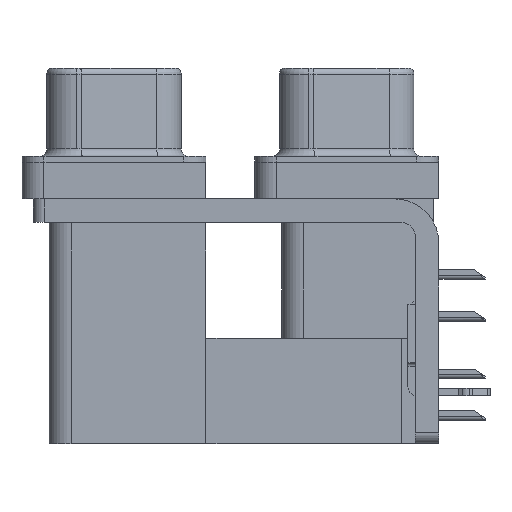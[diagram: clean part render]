
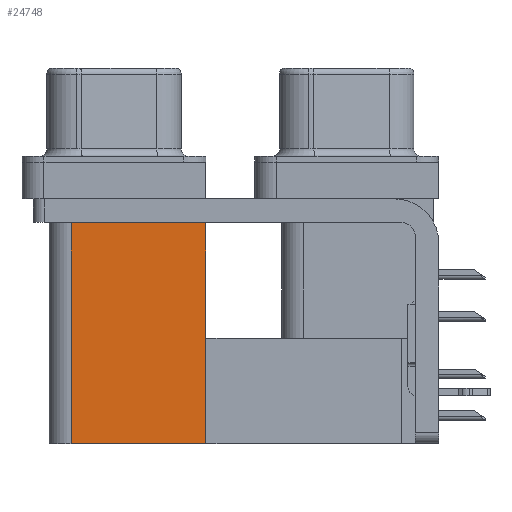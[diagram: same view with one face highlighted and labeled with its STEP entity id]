
A CAD part, left-side view. The second image highlights one B-rep face of the part: STEP entity #24748.
In plain terms, the highlighted planar face has unit normal (-1, 0, 0).
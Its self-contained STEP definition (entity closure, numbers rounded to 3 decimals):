
#97 = VERTEX_POINT ( 'NONE', #2389 ) ;
#596 = DIRECTION ( 'NONE',  ( 1., 0., 0. ) ) ;
#1241 = VECTOR ( 'NONE', #5232, 1000. ) ;
#1271 = DIRECTION ( 'NONE',  ( 0., 0., 1. ) ) ;
#2389 = CARTESIAN_POINT ( 'NONE',  ( 3.765, 18.8, -19.2 ) ) ;
#2857 = VERTEX_POINT ( 'NONE', #4996 ) ;
#4349 = AXIS2_PLACEMENT_3D ( 'NONE', #18610, #596, #31855 ) ;
#4996 = CARTESIAN_POINT ( 'NONE',  ( 3.765, 18.8, -2.5 ) ) ;
#5232 = DIRECTION ( 'NONE',  ( 0., 1., 0. ) ) ;
#5758 = EDGE_CURVE ( 'NONE', #8806, #23184, #29222, .T. ) ;
#5840 = CARTESIAN_POINT ( 'NONE',  ( 3.765, 9.6, -19.2 ) ) ;
#6199 = LINE ( 'NONE', #30766, #1241 ) ;
#6589 = EDGE_CURVE ( 'NONE', #97, #2857, #16664, .T. ) ;
#6734 = ORIENTED_EDGE ( 'NONE', *, *, #5758, .T. ) ;
#8480 = LINE ( 'NONE', #31655, #19413 ) ;
#8806 = VERTEX_POINT ( 'NONE', #5840 ) ;
#9053 = VECTOR ( 'NONE', #1271, 1000. ) ;
#11377 = FACE_OUTER_BOUND ( 'NONE', #12604, .T. ) ;
#12604 = EDGE_LOOP ( 'NONE', ( #26857, #26188, #21529, #6734 ) ) ;
#13843 = DIRECTION ( 'NONE',  ( 0., 1., 0. ) ) ;
#16664 = LINE ( 'NONE', #29445, #20905 ) ;
#18610 = CARTESIAN_POINT ( 'NONE',  ( 3.765, 9.6, -19.2 ) ) ;
#19413 = VECTOR ( 'NONE', #13843, 1000. ) ;
#19447 = CARTESIAN_POINT ( 'NONE',  ( 3.765, 9.6, -2.5 ) ) ;
#20905 = VECTOR ( 'NONE', #24393, 1000. ) ;
#21529 = ORIENTED_EDGE ( 'NONE', *, *, #32325, .F. ) ;
#21620 = PLANE ( 'NONE',  #4349 ) ;
#23184 = VERTEX_POINT ( 'NONE', #19447 ) ;
#24333 = CARTESIAN_POINT ( 'NONE',  ( 3.765, 9.6, -19.2 ) ) ;
#24393 = DIRECTION ( 'NONE',  ( 0., 0., 1. ) ) ;
#24748 = ADVANCED_FACE ( 'NONE', ( #11377 ), #21620, .F. ) ;
#25128 = EDGE_CURVE ( 'NONE', #23184, #2857, #8480, .T. ) ;
#26188 = ORIENTED_EDGE ( 'NONE', *, *, #6589, .F. ) ;
#26857 = ORIENTED_EDGE ( 'NONE', *, *, #25128, .T. ) ;
#29222 = LINE ( 'NONE', #24333, #9053 ) ;
#29445 = CARTESIAN_POINT ( 'NONE',  ( 3.765, 18.8, -19.2 ) ) ;
#30766 = CARTESIAN_POINT ( 'NONE',  ( 3.765, 9.6, -19.2 ) ) ;
#31655 = CARTESIAN_POINT ( 'NONE',  ( 3.765, 9.6, -2.5 ) ) ;
#31855 = DIRECTION ( 'NONE',  ( 0., 0., -1. ) ) ;
#32325 = EDGE_CURVE ( 'NONE', #8806, #97, #6199, .T. ) ;
